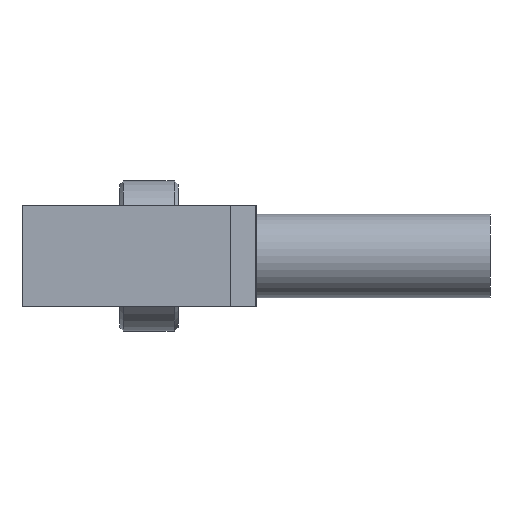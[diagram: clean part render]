
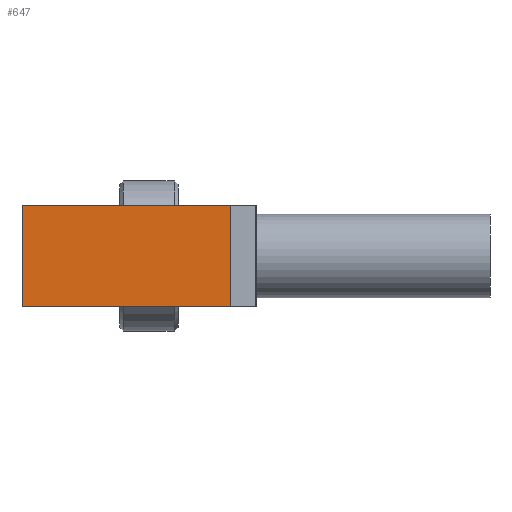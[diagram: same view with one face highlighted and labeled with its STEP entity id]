
A CAD part, left-side view. The second image highlights one B-rep face of the part: STEP entity #647.
In plain terms, the highlighted face is planar.
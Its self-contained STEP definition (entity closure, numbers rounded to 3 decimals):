
#4 = CARTESIAN_POINT ( 'NONE',  ( -2.6, -4.2, -10. ) ) ;
#34 = EDGE_LOOP ( 'NONE', ( #993, #333, #839, #766 ) ) ;
#35 = DIRECTION ( 'NONE',  ( 0., -1., 0. ) ) ;
#212 = AXIS2_PLACEMENT_3D ( 'NONE', #1524, #1086, #543 ) ;
#252 = EDGE_CURVE ( 'NONE', #1493, #1624, #1395, .T. ) ;
#291 = DIRECTION ( 'NONE',  ( -1., 0., 0. ) ) ;
#304 = VECTOR ( 'NONE', #644, 1000. ) ;
#333 = ORIENTED_EDGE ( 'NONE', *, *, #1262, .T. ) ;
#336 = CARTESIAN_POINT ( 'NONE',  ( 2.6, 6.5, -10. ) ) ;
#338 = CARTESIAN_POINT ( 'NONE',  ( 2.6, 0., -10. ) ) ;
#526 = CARTESIAN_POINT ( 'NONE',  ( -2.6, 6.5, -10. ) ) ;
#543 = DIRECTION ( 'NONE',  ( -1., 0., 0. ) ) ;
#575 = CARTESIAN_POINT ( 'NONE',  ( 2.6, -4.2, -10. ) ) ;
#644 = DIRECTION ( 'NONE',  ( 0., -1., 0. ) ) ;
#647 = ADVANCED_FACE ( 'NONE', ( #1544 ), #685, .T. ) ;
#685 = PLANE ( 'NONE',  #212 ) ;
#729 = CARTESIAN_POINT ( 'NONE',  ( 2.6, -4.2, -10. ) ) ;
#766 = ORIENTED_EDGE ( 'NONE', *, *, #252, .F. ) ;
#830 = EDGE_CURVE ( 'NONE', #1624, #1774, #1161, .T. ) ;
#839 = ORIENTED_EDGE ( 'NONE', *, *, #830, .F. ) ;
#907 = EDGE_CURVE ( 'NONE', #1493, #1332, #1591, .T. ) ;
#917 = VECTOR ( 'NONE', #1673, 1000. ) ;
#993 = ORIENTED_EDGE ( 'NONE', *, *, #907, .T. ) ;
#1086 = DIRECTION ( 'NONE',  ( 0., 0., -1. ) ) ;
#1137 = CARTESIAN_POINT ( 'NONE',  ( 2.6, 6.5, -10. ) ) ;
#1161 = LINE ( 'NONE', #1575, #1263 ) ;
#1262 = EDGE_CURVE ( 'NONE', #1332, #1774, #1417, .T. ) ;
#1263 = VECTOR ( 'NONE', #35, 1000. ) ;
#1332 = VERTEX_POINT ( 'NONE', #575 ) ;
#1395 = LINE ( 'NONE', #1137, #1763 ) ;
#1417 = LINE ( 'NONE', #729, #917 ) ;
#1493 = VERTEX_POINT ( 'NONE', #336 ) ;
#1524 = CARTESIAN_POINT ( 'NONE',  ( 2.6, 0., -10. ) ) ;
#1544 = FACE_OUTER_BOUND ( 'NONE', #34, .T. ) ;
#1575 = CARTESIAN_POINT ( 'NONE',  ( -2.6, 0., -10. ) ) ;
#1591 = LINE ( 'NONE', #338, #304 ) ;
#1624 = VERTEX_POINT ( 'NONE', #526 ) ;
#1673 = DIRECTION ( 'NONE',  ( -1., 0., 0. ) ) ;
#1763 = VECTOR ( 'NONE', #291, 1000. ) ;
#1774 = VERTEX_POINT ( 'NONE', #4 ) ;
